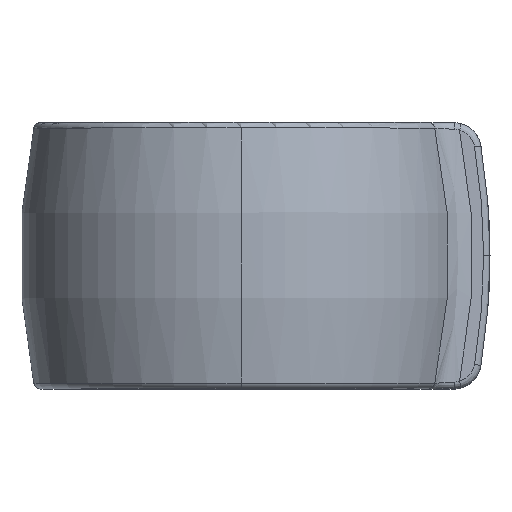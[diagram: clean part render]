
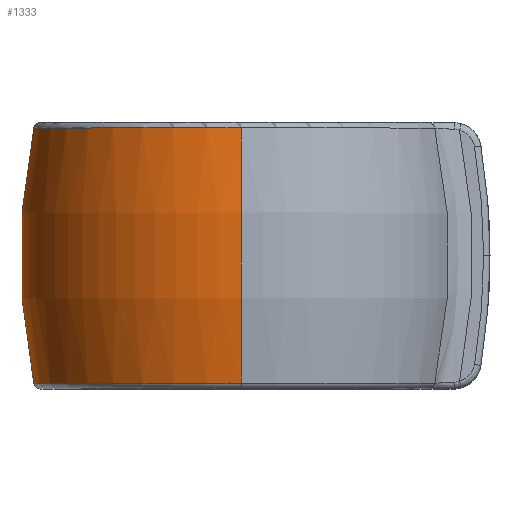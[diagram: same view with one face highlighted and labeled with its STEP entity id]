
A CAD part, top view. The second image highlights one B-rep face of the part: STEP entity #1333.
In plain terms, the highlighted toroidal (fillet/blend) face has major radius 59.75 mm and minor radius 91.25 mm.
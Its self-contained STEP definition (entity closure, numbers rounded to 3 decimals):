
#4 = AXIS2_PLACEMENT_3D ( 'NONE', #1277, #1231, #2101 ) ;
#150 = CARTESIAN_POINT ( 'NONE',  ( 0., -18.199, 0. ) ) ;
#155 = CARTESIAN_POINT ( 'NONE',  ( 0., 18.199, 0. ) ) ;
#169 = CARTESIAN_POINT ( 'NONE',  ( -9.441, 18.199, -28.124 ) ) ;
#258 = ORIENTED_EDGE ( 'NONE', *, *, #2296, .T. ) ;
#282 = VERTEX_POINT ( 'NONE', #1605 ) ;
#298 = EDGE_CURVE ( 'NONE', #575, #282, #1053, .T. ) ;
#340 = DIRECTION ( 'NONE',  ( 0., 0., 1. ) ) ;
#366 = CARTESIAN_POINT ( 'NONE',  ( -9.489, 6.131, -29.874 ) ) ;
#371 = VERTEX_POINT ( 'NONE', #2501 ) ;
#378 = CARTESIAN_POINT ( 'NONE',  ( -9.471, -12.169, -29.2 ) ) ;
#398 = EDGE_CURVE ( 'NONE', #371, #575, #2039, .T. ) ;
#426 = EDGE_LOOP ( 'NONE', ( #460, #258, #2482, #1754 ) ) ;
#460 = ORIENTED_EDGE ( 'NONE', *, *, #298, .T. ) ;
#498 = CARTESIAN_POINT ( 'NONE',  ( -9.441, -18.199, -28.124 ) ) ;
#575 = VERTEX_POINT ( 'NONE', #498 ) ;
#608 = CARTESIAN_POINT ( 'NONE',  ( -9.459, 15.204, -28.761 ) ) ;
#613 = CIRCLE ( 'NONE', #4, 91.25 ) ;
#754 = DIRECTION ( 'NONE',  ( 0., 1., 0. ) ) ;
#880 = CARTESIAN_POINT ( 'NONE',  ( 0., 18.199, 29.667 ) ) ;
#901 = AXIS2_PLACEMENT_3D ( 'NONE', #2110, #2133, #1297 ) ;
#956 = DIRECTION ( 'NONE',  ( 0., -1., 0. ) ) ;
#974 = AXIS2_PLACEMENT_3D ( 'NONE', #155, #956, #2256 ) ;
#1053 = CIRCLE ( 'NONE', #2054, 29.667 ) ;
#1231 = DIRECTION ( 'NONE',  ( -1., 0., 0. ) ) ;
#1236 = CARTESIAN_POINT ( 'NONE',  ( -9.493, 3.083, -30.035 ) ) ;
#1253 = TOROIDAL_SURFACE ( 'NONE', #901, -59.75, 91.25 ) ;
#1277 = CARTESIAN_POINT ( 'NONE',  ( 0., 0., -59.75 ) ) ;
#1297 = DIRECTION ( 'NONE',  ( 0., 0., 1. ) ) ;
#1333 = ADVANCED_FACE ( 'NONE', ( #2604 ), #1253, .T. ) ;
#1337 = CARTESIAN_POINT ( 'NONE',  ( -9.441, -18.199, -28.124 ) ) ;
#1605 = CARTESIAN_POINT ( 'NONE',  ( 0., -18.199, 29.667 ) ) ;
#1642 = CARTESIAN_POINT ( 'NONE',  ( -9.472, 12.191, -29.237 ) ) ;
#1754 = ORIENTED_EDGE ( 'NONE', *, *, #398, .T. ) ;
#1829 = CIRCLE ( 'NONE', #974, 29.667 ) ;
#1847 = CARTESIAN_POINT ( 'NONE',  ( -9.493, -3.047, -30.036 ) ) ;
#1856 = CARTESIAN_POINT ( 'NONE',  ( -9.458, -15.192, -28.722 ) ) ;
#1886 = EDGE_CURVE ( 'NONE', #2265, #371, #1829, .T. ) ;
#2039 = B_SPLINE_CURVE_WITH_KNOTS ( 'NONE', 3,
 ( #169, #608, #1642, #366, #1236, #1847, #2063, #2274, #378, #1856, #2285, #1337 ),
 .UNSPECIFIED., .F., .F.,
 ( 4, 2, 2, 2, 2, 4 ),
 ( 0.001, 0.01, 0.019, 0.028, 0.033, 0.037 ),
 .UNSPECIFIED. ) ;
#2054 = AXIS2_PLACEMENT_3D ( 'NONE', #150, #754, #340 ) ;
#2063 = CARTESIAN_POINT ( 'NONE',  ( -9.489, -6.098, -29.877 ) ) ;
#2101 = DIRECTION ( 'NONE',  ( 0., 0., 1. ) ) ;
#2110 = CARTESIAN_POINT ( 'NONE',  ( 0., 0., 0. ) ) ;
#2133 = DIRECTION ( 'NONE',  ( 0., 1., 0. ) ) ;
#2256 = DIRECTION ( 'NONE',  ( 0., 0., -1. ) ) ;
#2265 = VERTEX_POINT ( 'NONE', #880 ) ;
#2274 = CARTESIAN_POINT ( 'NONE',  ( -9.476, -10.654, -29.399 ) ) ;
#2285 = CARTESIAN_POINT ( 'NONE',  ( -9.45, -16.701, -28.443 ) ) ;
#2296 = EDGE_CURVE ( 'NONE', #282, #2265, #613, .T. ) ;
#2482 = ORIENTED_EDGE ( 'NONE', *, *, #1886, .T. ) ;
#2501 = CARTESIAN_POINT ( 'NONE',  ( -9.441, 18.199, -28.124 ) ) ;
#2604 = FACE_OUTER_BOUND ( 'NONE', #426, .T. ) ;
